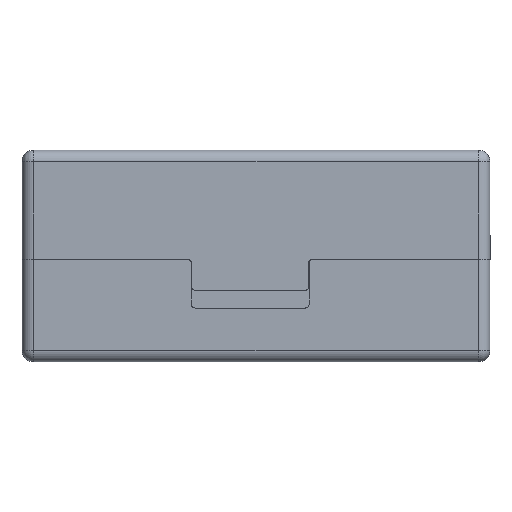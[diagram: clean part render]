
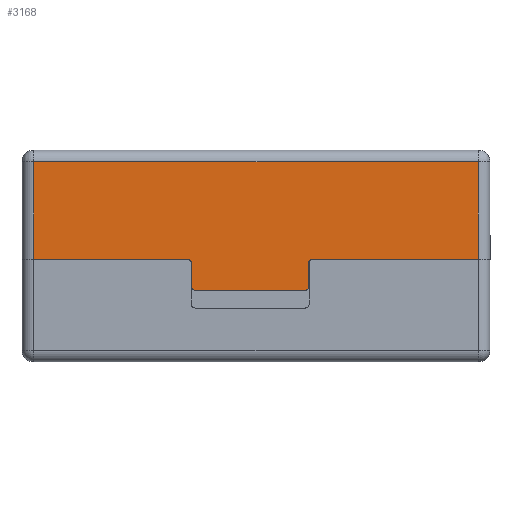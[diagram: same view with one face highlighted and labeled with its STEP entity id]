
A CAD part, left-side view. The second image highlights one B-rep face of the part: STEP entity #3168.
In plain terms, the highlighted planar face has unit normal (-1, 0, 0).
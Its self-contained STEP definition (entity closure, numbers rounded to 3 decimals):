
#169 = EDGE_CURVE ( 'NONE', #928, #16186, #9342, .T. ) ;
#262 = EDGE_CURVE ( 'NONE', #22974, #29275, #464, .T. ) ;
#365 = CARTESIAN_POINT ( 'NONE',  ( -45., 7.261, 14. ) ) ;
#464 = CIRCLE ( 'NONE', #20833, 0.5 ) ;
#928 = VERTEX_POINT ( 'NONE', #24626 ) ;
#1071 = DIRECTION ( 'NONE',  ( 0., -1., 0. ) ) ;
#1328 = DIRECTION ( 'NONE',  ( 0., 1., 0. ) ) ;
#1910 = VECTOR ( 'NONE', #28624, 1000. ) ;
#2446 = EDGE_CURVE ( 'NONE', #19559, #26679, #10826, .T. ) ;
#2710 = CIRCLE ( 'NONE', #4706, 0.5 ) ;
#2766 = DIRECTION ( 'NONE',  ( -1., 0., 0. ) ) ;
#3168 = ADVANCED_FACE ( 'NONE', ( #10563 ), #5551, .F. ) ;
#3365 = DIRECTION ( 'NONE',  ( 0., -1., 0. ) ) ;
#4590 = LINE ( 'NONE', #5437, #16276 ) ;
#4706 = AXIS2_PLACEMENT_3D ( 'NONE', #5138, #2766, #7452 ) ;
#5138 = CARTESIAN_POINT ( 'NONE',  ( -45., 6.261, 17.5 ) ) ;
#5437 = CARTESIAN_POINT ( 'NONE',  ( -45., 30., 14. ) ) ;
#5551 = PLANE ( 'NONE',  #14958 ) ;
#5978 = EDGE_CURVE ( 'NONE', #25614, #19797, #2710, .T. ) ;
#6709 = ORIENTED_EDGE ( 'NONE', *, *, #19305, .F. ) ;
#7045 = LINE ( 'NONE', #12554, #18032 ) ;
#7258 = LINE ( 'NONE', #19566, #18581 ) ;
#7423 = LINE ( 'NONE', #21352, #24633 ) ;
#7452 = DIRECTION ( 'NONE',  ( 0., 1., 0. ) ) ;
#7617 = CARTESIAN_POINT ( 'NONE',  ( -45., -28.5, 14. ) ) ;
#7756 = CARTESIAN_POINT ( 'NONE',  ( -45., 28.5, 14. ) ) ;
#7964 = DIRECTION ( 'NONE',  ( -1., 0., 0. ) ) ;
#8365 = VECTOR ( 'NONE', #15848, 1000. ) ;
#8527 = CARTESIAN_POINT ( 'NONE',  ( -45., 6.761, 18. ) ) ;
#8787 = CARTESIAN_POINT ( 'NONE',  ( -45., -8.759, 14. ) ) ;
#8917 = CARTESIAN_POINT ( 'NONE',  ( -45., 28.5, 14. ) ) ;
#9332 = EDGE_CURVE ( 'NONE', #26679, #25614, #10964, .T. ) ;
#9342 = LINE ( 'NONE', #7617, #12212 ) ;
#9842 = EDGE_CURVE ( 'NONE', #27758, #13589, #7423, .T. ) ;
#10197 = DIRECTION ( 'NONE',  ( 1., 0., 0. ) ) ;
#10563 = FACE_OUTER_BOUND ( 'NONE', #15681, .T. ) ;
#10601 = DIRECTION ( 'NONE',  ( 0., 1., 0. ) ) ;
#10826 = CIRCLE ( 'NONE', #13062, 0.5 ) ;
#10858 = DIRECTION ( 'NONE',  ( 0., 1., 0. ) ) ;
#10933 = ORIENTED_EDGE ( 'NONE', *, *, #262, .T. ) ;
#10942 = EDGE_CURVE ( 'NONE', #15483, #928, #15717, .T. ) ;
#10964 = LINE ( 'NONE', #8527, #26959 ) ;
#11314 = CARTESIAN_POINT ( 'NONE',  ( -45., -8.259, 14.5 ) ) ;
#11674 = ORIENTED_EDGE ( 'NONE', *, *, #169, .T. ) ;
#11881 = CARTESIAN_POINT ( 'NONE',  ( -45., 6.261, 18. ) ) ;
#11953 = VERTEX_POINT ( 'NONE', #27117 ) ;
#12212 = VECTOR ( 'NONE', #18872, 1000. ) ;
#12520 = EDGE_CURVE ( 'NONE', #11953, #13589, #15665, .T. ) ;
#12554 = CARTESIAN_POINT ( 'NONE',  ( -45., -8.259, 14. ) ) ;
#12907 = ORIENTED_EDGE ( 'NONE', *, *, #23315, .T. ) ;
#13062 = AXIS2_PLACEMENT_3D ( 'NONE', #21207, #7964, #14391 ) ;
#13344 = AXIS2_PLACEMENT_3D ( 'NONE', #24390, #29169, #10858 ) ;
#13589 = VERTEX_POINT ( 'NONE', #365 ) ;
#13993 = ORIENTED_EDGE ( 'NONE', *, *, #12520, .T. ) ;
#14380 = LINE ( 'NONE', #8917, #8365 ) ;
#14391 = DIRECTION ( 'NONE',  ( 0., 1., 0. ) ) ;
#14958 = AXIS2_PLACEMENT_3D ( 'NONE', #23729, #10197, #26122 ) ;
#15483 = VERTEX_POINT ( 'NONE', #23727 ) ;
#15665 = CIRCLE ( 'NONE', #13344, 0.5 ) ;
#15681 = EDGE_LOOP ( 'NONE', ( #12907, #23393, #20607, #25556, #26534, #13993, #28058, #26470, #24810, #11674, #6709, #10933 ) ) ;
#15717 = LINE ( 'NONE', #22247, #1910 ) ;
#15848 = DIRECTION ( 'NONE',  ( 0., 0., -1. ) ) ;
#16186 = VERTEX_POINT ( 'NONE', #22079 ) ;
#16276 = VECTOR ( 'NONE', #3365, 1000. ) ;
#16699 = EDGE_CURVE ( 'NONE', #19797, #11953, #7258, .T. ) ;
#17996 = CARTESIAN_POINT ( 'NONE',  ( -45., -8.259, 17.5 ) ) ;
#18032 = VECTOR ( 'NONE', #28565, 1000. ) ;
#18581 = VECTOR ( 'NONE', #19666, 1000. ) ;
#18872 = DIRECTION ( 'NONE',  ( 0., 0., 1. ) ) ;
#19305 = EDGE_CURVE ( 'NONE', #22974, #16186, #4590, .T. ) ;
#19559 = VERTEX_POINT ( 'NONE', #17996 ) ;
#19566 = CARTESIAN_POINT ( 'NONE',  ( -45., 6.761, 14. ) ) ;
#19666 = DIRECTION ( 'NONE',  ( 0., 0., -1. ) ) ;
#19797 = VERTEX_POINT ( 'NONE', #23396 ) ;
#20607 = ORIENTED_EDGE ( 'NONE', *, *, #9332, .T. ) ;
#20833 = AXIS2_PLACEMENT_3D ( 'NONE', #28747, #26361, #1328 ) ;
#21207 = CARTESIAN_POINT ( 'NONE',  ( -45., -7.759, 17.5 ) ) ;
#21352 = CARTESIAN_POINT ( 'NONE',  ( -45., 30., 14. ) ) ;
#21786 = EDGE_CURVE ( 'NONE', #27758, #15483, #14380, .T. ) ;
#22079 = CARTESIAN_POINT ( 'NONE',  ( -45., -28.5, 14. ) ) ;
#22247 = CARTESIAN_POINT ( 'NONE',  ( -45., 30., 1.5 ) ) ;
#22974 = VERTEX_POINT ( 'NONE', #8787 ) ;
#23315 = EDGE_CURVE ( 'NONE', #29275, #19559, #7045, .T. ) ;
#23393 = ORIENTED_EDGE ( 'NONE', *, *, #2446, .T. ) ;
#23396 = CARTESIAN_POINT ( 'NONE',  ( -45., 6.761, 17.5 ) ) ;
#23727 = CARTESIAN_POINT ( 'NONE',  ( -45., 28.5, 1.5 ) ) ;
#23729 = CARTESIAN_POINT ( 'NONE',  ( -45., 30., 14. ) ) ;
#24390 = CARTESIAN_POINT ( 'NONE',  ( -45., 7.261, 14.5 ) ) ;
#24626 = CARTESIAN_POINT ( 'NONE',  ( -45., -28.5, 1.5 ) ) ;
#24633 = VECTOR ( 'NONE', #1071, 1000. ) ;
#24810 = ORIENTED_EDGE ( 'NONE', *, *, #10942, .T. ) ;
#25556 = ORIENTED_EDGE ( 'NONE', *, *, #5978, .T. ) ;
#25614 = VERTEX_POINT ( 'NONE', #11881 ) ;
#26122 = DIRECTION ( 'NONE',  ( 0., 1., 0. ) ) ;
#26361 = DIRECTION ( 'NONE',  ( 1., 0., 0. ) ) ;
#26470 = ORIENTED_EDGE ( 'NONE', *, *, #21786, .T. ) ;
#26534 = ORIENTED_EDGE ( 'NONE', *, *, #16699, .T. ) ;
#26679 = VERTEX_POINT ( 'NONE', #27745 ) ;
#26959 = VECTOR ( 'NONE', #10601, 1000. ) ;
#27117 = CARTESIAN_POINT ( 'NONE',  ( -45., 6.761, 14.5 ) ) ;
#27745 = CARTESIAN_POINT ( 'NONE',  ( -45., -7.759, 18. ) ) ;
#27758 = VERTEX_POINT ( 'NONE', #7756 ) ;
#28058 = ORIENTED_EDGE ( 'NONE', *, *, #9842, .F. ) ;
#28565 = DIRECTION ( 'NONE',  ( 0., 0., 1. ) ) ;
#28624 = DIRECTION ( 'NONE',  ( 0., -1., 0. ) ) ;
#28747 = CARTESIAN_POINT ( 'NONE',  ( -45., -8.759, 14.5 ) ) ;
#29169 = DIRECTION ( 'NONE',  ( 1., 0., 0. ) ) ;
#29275 = VERTEX_POINT ( 'NONE', #11314 ) ;
